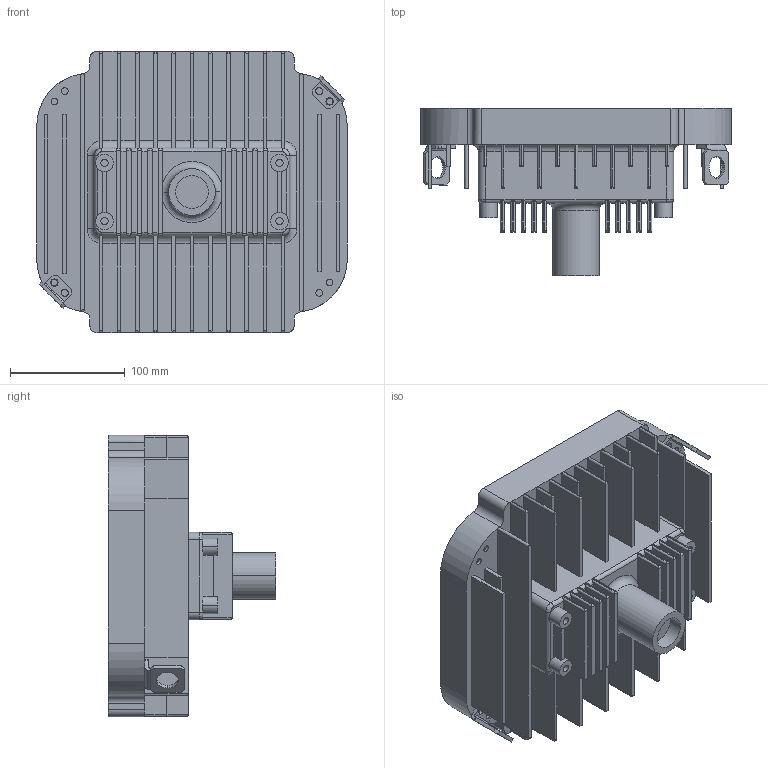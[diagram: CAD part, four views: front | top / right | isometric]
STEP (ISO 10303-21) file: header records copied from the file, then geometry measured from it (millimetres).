
FILE_DESCRIPTION((''),'2;1');
FILE_NAME('AREA_LIGHT_STEP_ASM_1_ASM','2017-07-27T',('mirabem'),(''),'PRO/ENGINEER BY PARAMETRIC TECHNOLOGY CORPORATION, 2014000','PRO/ENGINEER BY PARAMETRIC TECHNOLOGY CORPORATION, 2014000','');
FILE_SCHEMA(('CONFIG_CONTROL_DESIGN'));
Length unit declared in the file: inch
Products named in the file (3): AREALIGHT_STEP_1; 0000443232; AREA_LIGHT_STEP_ASM_1_ASM
Assembly tree (3 placements, depth 2):
  AREA_LIGHT_STEP_ASM_1_ASM
    AREALIGHT_STEP_1
    0000443232  x2
Bounding box: 270.51 x 146.05 x 245.11 mm (x, y, z)
Volume: 2800604.7 mm3; surface area: 402610.3 mm2
Topology: 3 solids, 3 shells, 494 faces, 1265 edges, 795 vertices
Faces by surface type: cylinder 245, plane 238, torus 7, bspline 4
Entity records: 14931 total; most frequent: CARTESIAN_POINT 3640, ORIENTED_EDGE 2390, DIRECTION 2255, EDGE_CURVE 1195, AXIS2_PLACEMENT_3D 754, VERTEX_POINT 749, VECTOR 747, LINE 747
